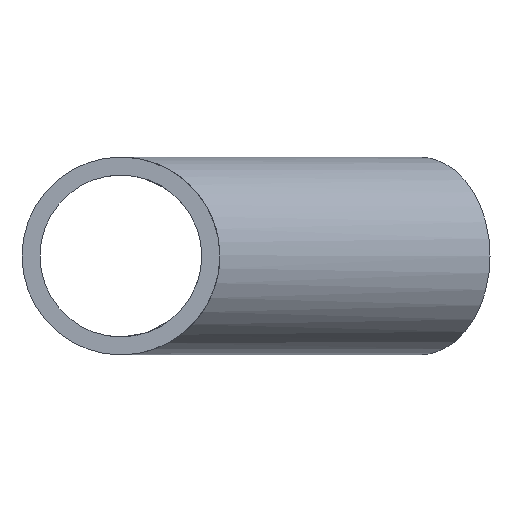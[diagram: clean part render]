
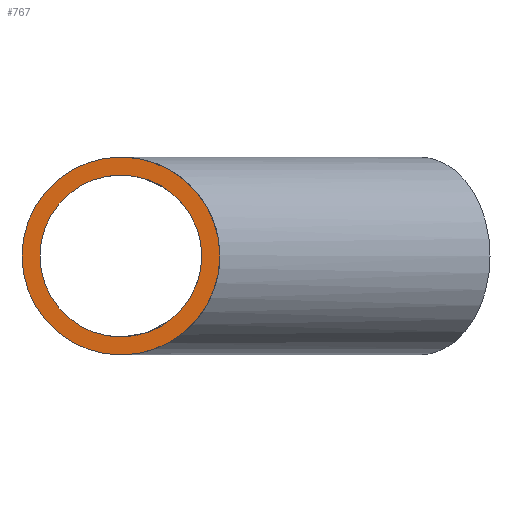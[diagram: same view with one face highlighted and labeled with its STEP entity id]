
A CAD part, front view. The second image highlights one B-rep face of the part: STEP entity #767.
In plain terms, the highlighted planar face has unit normal (0, -1, 0).
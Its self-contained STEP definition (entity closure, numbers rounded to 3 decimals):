
#333=CARTESIAN_POINT('',(-73.6,-198.,0.));
#334=VERTEX_POINT('',#333);
#341=CARTESIAN_POINT('',(0.,-198.,0.));
#342=DIRECTION('',(0.,1.,0.));
#343=DIRECTION('',(1.,0.,0.));
#344=AXIS2_PLACEMENT_3D('',#341,#342,#343);
#345=CIRCLE('',#344,73.6);
#346=EDGE_CURVE('',#334,#334,#345,.T.);
#705=CARTESIAN_POINT('',(-90.,-198.,0.));
#706=VERTEX_POINT('',#705);
#713=CARTESIAN_POINT('',(90.,-198.,0.));
#714=VERTEX_POINT('',#713);
#715=CARTESIAN_POINT('',(0.,-198.,0.));
#716=DIRECTION('',(0.,1.,0.));
#717=DIRECTION('',(1.,0.,0.));
#718=AXIS2_PLACEMENT_3D('',#715,#716,#717);
#719=CIRCLE('',#718,90.);
#720=EDGE_CURVE('',#706,#714,#719,.T.);
#722=EDGE_CURVE('',#714,#706,#719,.T.);
#755=ORIENTED_EDGE('',*,*,#722,.F.);
#756=ORIENTED_EDGE('',*,*,#720,.F.);
#757=EDGE_LOOP('',(#755,#756));
#758=FACE_OUTER_BOUND('',#757,.T.);
#759=ORIENTED_EDGE('',*,*,#346,.T.);
#760=EDGE_LOOP('',(#759));
#761=FACE_BOUND('',#760,.T.);
#762=CARTESIAN_POINT('',(0.,-198.,0.));
#763=DIRECTION('',(0.,1.,0.));
#764=DIRECTION('',(0.,0.,1.));
#765=AXIS2_PLACEMENT_3D('',#762,#763,#764);
#766=PLANE('',#765);
#767=ADVANCED_FACE('',(#758,#761),#766,.F.);
